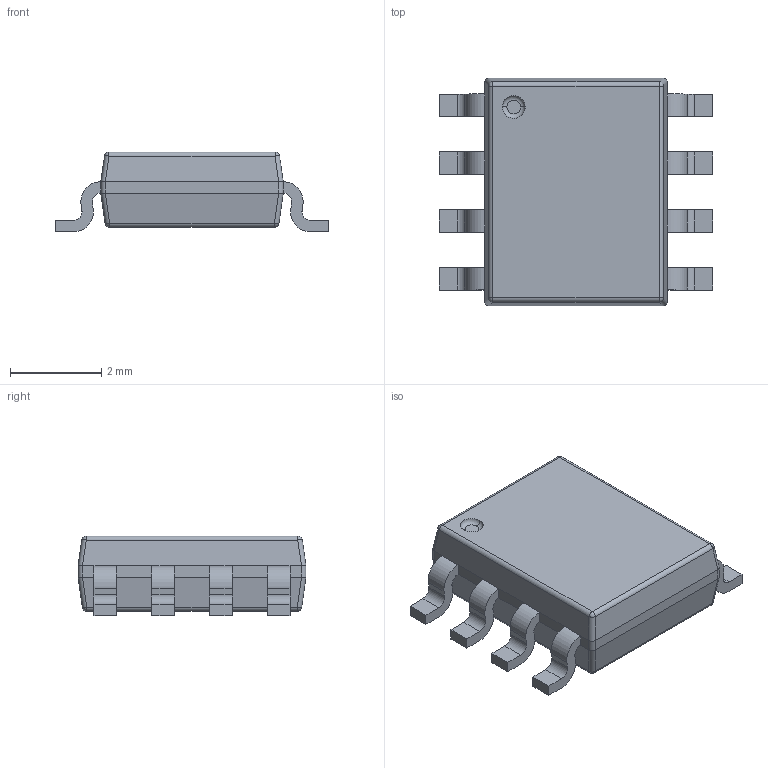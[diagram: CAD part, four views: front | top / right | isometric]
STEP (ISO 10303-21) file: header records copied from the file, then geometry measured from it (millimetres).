
FILE_DESCRIPTION((''),'2;1');
FILE_NAME('SMD_SOIC127P600X175-8N','2012-05-04T',('HAN'),(''),'PRO/ENGINEER BY PARAMETRIC TECHNOLOGY CORPORATION, 2010280','PRO/ENGINEER BY PARAMETRIC TECHNOLOGY CORPORATION, 2010280','');
FILE_SCHEMA(('AUTOMOTIVE_DESIGN_CC2 { 1 2 10303 214 -1 1 5 2 }'));
Length unit declared in the file: millimetre
Products named in the file (1): SMD_SOIC127P600X175-8N
Bounding box: 6 x 5 x 1.75 mm (x, y, z)
Volume: 33.3 mm3; surface area: 83.7 mm2
Topology: 1 solids, 1 shells, 141 faces, 434 edges, 288 vertices
Faces by surface type: plane 79, cylinder 52, sphere 8, torus 2
Entity records: 5424 total; most frequent: CARTESIAN_POINT 974, ORIENTED_EDGE 852, DIRECTION 846, EDGE_CURVE 426, AXIS2_PLACEMENT_3D 303, VERTEX_POINT 288, VECTOR 240, LINE 240
